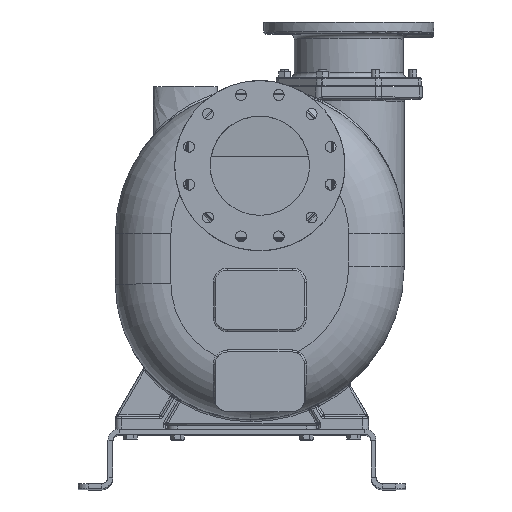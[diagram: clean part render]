
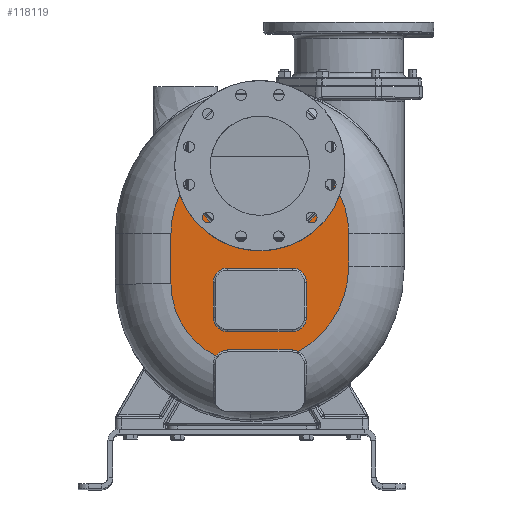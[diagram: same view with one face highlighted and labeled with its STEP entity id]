
A CAD part, top view. The second image highlights one B-rep face of the part: STEP entity #118119.
In plain terms, the highlighted planar face has unit normal (0, 0, 1).
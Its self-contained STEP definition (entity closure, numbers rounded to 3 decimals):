
#33857=CARTESIAN_POINT('',(36.,394.,248.));
#33858=DIRECTION('',(0.,0.,1.));
#33859=DIRECTION('',(1.,0.,0.));
#33860=AXIS2_PLACEMENT_3D('',#33857,#33858,#33859);
#33862=DIRECTION('',(0.,1.,0.));
#33863=VECTOR('',#33862,66.);
#33864=CARTESIAN_POINT('',(215.,328.,248.));
#33865=LINE('',#33864,#33863);
#33866=CARTESIAN_POINT('',(18.,328.,248.));
#33867=DIRECTION('',(0.,0.,1.));
#33868=DIRECTION('',(0.487,-0.873,0.));
#33869=AXIS2_PLACEMENT_3D('',#33866,#33867,#33868);
#33871=CARTESIAN_POINT('',(101.,130.,248.));
#33872=DIRECTION('',(0.,0.,1.));
#33873=DIRECTION('',(0.447,0.895,0.));
#33874=AXIS2_PLACEMENT_3D('',#33871,#33872,#33873);
#33876=DIRECTION('',(-1.,0.,0.));
#33877=VECTOR('',#33876,130.);
#33878=CARTESIAN_POINT('',(101.,159.,248.));
#33879=LINE('',#33878,#33877);
#33880=CARTESIAN_POINT('',(-29.,130.,248.));
#33881=DIRECTION('',(0.,0.,1.));
#33882=DIRECTION('',(0.,1.,0.));
#33883=AXIS2_PLACEMENT_3D('',#33880,#33881,#33882);
#33885=CARTESIAN_POINT('',(18.,292.,248.));
#33886=DIRECTION('',(0.,0.,1.));
#33887=DIRECTION('',(-1.,0.,0.));
#33888=AXIS2_PLACEMENT_3D('',#33885,#33886,#33887);
#33890=DIRECTION('',(0.,-1.,0.));
#33891=VECTOR('',#33890,102.);
#33892=CARTESIAN_POINT('',(-143.,394.,248.));
#33893=LINE('',#33892,#33891);
#33894=CARTESIAN_POINT('',(36.,394.,248.));
#33895=DIRECTION('',(0.,0.,1.));
#33896=DIRECTION('',(-0.838,0.546,0.));
#33897=AXIS2_PLACEMENT_3D('',#33894,#33895,#33896);
#33899=DIRECTION('',(0.,-1.,0.));
#33900=VECTOR('',#33899,15.526);
#33901=CARTESIAN_POINT('',(-114.,491.678,248.));
#33902=LINE('',#33901,#33900);
#33903=CARTESIAN_POINT('',(-94.,476.152,248.));
#33904=DIRECTION('',(0.,0.,1.));
#33905=DIRECTION('',(-1.,0.,0.));
#33906=AXIS2_PLACEMENT_3D('',#33903,#33904,#33905);
#33908=DIRECTION('',(0.707,-0.707,0.));
#33909=VECTOR('',#33908,107.696);
#33910=CARTESIAN_POINT('',(-108.142,462.01,248.));
#33911=LINE('',#33910,#33909);
#33912=CARTESIAN_POINT('',(-17.848,400.,248.));
#33913=DIRECTION('',(0.,0.,1.));
#33914=DIRECTION('',(-0.707,-0.707,0.));
#33915=AXIS2_PLACEMENT_3D('',#33912,#33913,#33914);
#33917=DIRECTION('',(1.,0.,0.));
#33918=VECTOR('',#33917,107.696);
#33919=CARTESIAN_POINT('',(-17.848,380.,248.));
#33920=LINE('',#33919,#33918);
#33921=CARTESIAN_POINT('',(89.848,400.,248.));
#33922=DIRECTION('',(0.,0.,1.));
#33923=DIRECTION('',(0.,-1.,0.));
#33924=AXIS2_PLACEMENT_3D('',#33921,#33922,#33923);
#33926=DIRECTION('',(0.707,0.707,0.));
#33927=VECTOR('',#33926,107.696);
#33928=CARTESIAN_POINT('',(103.99,385.858,248.));
#33929=LINE('',#33928,#33927);
#33930=CARTESIAN_POINT('',(166.,476.152,248.));
#33931=DIRECTION('',(0.,0.,1.));
#33932=DIRECTION('',(0.707,-0.707,0.));
#33933=AXIS2_PLACEMENT_3D('',#33930,#33931,#33932);
#33935=DIRECTION('',(0.,1.,0.));
#33936=VECTOR('',#33935,15.526);
#33937=CARTESIAN_POINT('',(186.,476.152,248.));
#33938=LINE('',#33937,#33936);
#33939=CARTESIAN_POINT('',(-29.,225.,248.));
#33940=DIRECTION('',(0.,0.,1.));
#33941=DIRECTION('',(-1.,0.,0.));
#33942=AXIS2_PLACEMENT_3D('',#33939,#33940,#33941);
#33944=DIRECTION('',(1.,0.,0.));
#33945=VECTOR('',#33944,130.);
#33946=CARTESIAN_POINT('',(-29.,196.,248.));
#33947=LINE('',#33946,#33945);
#33948=CARTESIAN_POINT('',(101.,225.,248.));
#33949=DIRECTION('',(0.,0.,1.));
#33950=DIRECTION('',(0.,-1.,0.));
#33951=AXIS2_PLACEMENT_3D('',#33948,#33949,#33950);
#33953=DIRECTION('',(0.,1.,0.));
#33954=VECTOR('',#33953,70.);
#33955=CARTESIAN_POINT('',(130.,225.,248.));
#33956=LINE('',#33955,#33954);
#33957=CARTESIAN_POINT('',(101.,295.,248.));
#33958=DIRECTION('',(0.,0.,1.));
#33959=DIRECTION('',(1.,0.,0.));
#33960=AXIS2_PLACEMENT_3D('',#33957,#33958,#33959);
#33962=DIRECTION('',(-1.,0.,0.));
#33963=VECTOR('',#33962,130.);
#33964=CARTESIAN_POINT('',(101.,324.,248.));
#33965=LINE('',#33964,#33963);
#33966=CARTESIAN_POINT('',(-29.,295.,248.));
#33967=DIRECTION('',(0.,0.,1.));
#33968=DIRECTION('',(0.,1.,0.));
#33969=AXIS2_PLACEMENT_3D('',#33966,#33967,#33968);
#33971=DIRECTION('',(0.,-1.,0.));
#33972=VECTOR('',#33971,70.);
#33973=CARTESIAN_POINT('',(-58.,295.,248.));
#33974=LINE('',#33973,#33972);
#78162=CARTESIAN_POINT('',(215.,328.,248.));
#78163=CARTESIAN_POINT('',(215.,394.,248.));
#78164=VERTEX_POINT('',#78162);
#78165=VERTEX_POINT('',#78163);
#78170=CARTESIAN_POINT('',(-143.,394.,248.));
#78171=CARTESIAN_POINT('',(-143.,292.,248.));
#78172=VERTEX_POINT('',#78170);
#78173=VERTEX_POINT('',#78171);
#78174=CARTESIAN_POINT('',(-58.,225.,248.));
#78175=CARTESIAN_POINT('',(-29.,196.,248.));
#78176=VERTEX_POINT('',#78174);
#78177=VERTEX_POINT('',#78175);
#78182=CARTESIAN_POINT('',(101.,196.,248.));
#78183=VERTEX_POINT('',#78182);
#78186=CARTESIAN_POINT('',(130.,225.,248.));
#78187=VERTEX_POINT('',#78186);
#78190=CARTESIAN_POINT('',(130.,295.,248.));
#78191=VERTEX_POINT('',#78190);
#78194=CARTESIAN_POINT('',(101.,324.,248.));
#78195=VERTEX_POINT('',#78194);
#78198=CARTESIAN_POINT('',(-29.,324.,248.));
#78199=VERTEX_POINT('',#78198);
#78202=CARTESIAN_POINT('',(-58.,295.,248.));
#78203=VERTEX_POINT('',#78202);
#78421=CARTESIAN_POINT('',(-52.358,147.187,248.));
#78422=VERTEX_POINT('',#78421);
#78446=CARTESIAN_POINT('',(113.952,155.947,248.));
#78447=CARTESIAN_POINT('',(101.,159.,248.));
#78448=VERTEX_POINT('',#78446);
#78449=VERTEX_POINT('',#78447);
#78458=CARTESIAN_POINT('',(-29.,159.,248.));
#78459=VERTEX_POINT('',#78458);
#78464=CARTESIAN_POINT('',(186.,491.678,248.));
#78465=VERTEX_POINT('',#78464);
#78466=CARTESIAN_POINT('',(-114.,491.678,248.));
#78467=VERTEX_POINT('',#78466);
#78475=CARTESIAN_POINT('',(186.,476.152,248.));
#78476=VERTEX_POINT('',#78475);
#78479=CARTESIAN_POINT('',(180.142,462.01,248.));
#78480=VERTEX_POINT('',#78479);
#78483=CARTESIAN_POINT('',(103.99,385.858,248.));
#78484=VERTEX_POINT('',#78483);
#78487=CARTESIAN_POINT('',(89.848,380.,248.));
#78488=VERTEX_POINT('',#78487);
#78491=CARTESIAN_POINT('',(-17.848,380.,248.));
#78492=VERTEX_POINT('',#78491);
#78495=CARTESIAN_POINT('',(-31.99,385.858,248.));
#78496=VERTEX_POINT('',#78495);
#78499=CARTESIAN_POINT('',(-108.142,462.01,248.));
#78500=VERTEX_POINT('',#78499);
#78503=CARTESIAN_POINT('',(-114.,476.152,248.));
#78504=VERTEX_POINT('',#78503);
#118059=CARTESIAN_POINT('',(0.,310.,248.));
#118060=DIRECTION('',(0.,0.,1.));
#118061=DIRECTION('',(-1.,0.,0.));
#118062=AXIS2_PLACEMENT_3D('',#118059,#118060,#118061);
#118063=PLANE('',#118062);
#118065=ORIENTED_EDGE('',*,*,#118064,.F.);
#118066=ORIENTED_EDGE('',*,*,#118049,.F.);
#118068=ORIENTED_EDGE('',*,*,#118067,.F.);
#118070=ORIENTED_EDGE('',*,*,#118069,.T.);
#118072=ORIENTED_EDGE('',*,*,#118071,.T.);
#118074=ORIENTED_EDGE('',*,*,#118073,.T.);
#118076=ORIENTED_EDGE('',*,*,#118075,.F.);
#118078=ORIENTED_EDGE('',*,*,#118077,.F.);
#118080=ORIENTED_EDGE('',*,*,#118079,.F.);
#118082=ORIENTED_EDGE('',*,*,#118081,.T.);
#118084=ORIENTED_EDGE('',*,*,#118083,.T.);
#118086=ORIENTED_EDGE('',*,*,#118085,.T.);
#118088=ORIENTED_EDGE('',*,*,#118087,.T.);
#118090=ORIENTED_EDGE('',*,*,#118089,.T.);
#118092=ORIENTED_EDGE('',*,*,#118091,.T.);
#118094=ORIENTED_EDGE('',*,*,#118093,.T.);
#118096=ORIENTED_EDGE('',*,*,#118095,.T.);
#118098=ORIENTED_EDGE('',*,*,#118097,.T.);
#118099=EDGE_LOOP('',(#118065,#118066,#118068,#118070,#118072,#118074,#118076,
#118078,#118080,#118082,#118084,#118086,#118088,#118090,#118092,#118094,#118096,
#118098));
#118100=FACE_OUTER_BOUND('',#118099,.F.);
#118102=ORIENTED_EDGE('',*,*,#118101,.T.);
#118104=ORIENTED_EDGE('',*,*,#118103,.T.);
#118106=ORIENTED_EDGE('',*,*,#118105,.T.);
#118108=ORIENTED_EDGE('',*,*,#118107,.T.);
#118110=ORIENTED_EDGE('',*,*,#118109,.T.);
#118112=ORIENTED_EDGE('',*,*,#118111,.T.);
#118114=ORIENTED_EDGE('',*,*,#118113,.T.);
#118116=ORIENTED_EDGE('',*,*,#118115,.T.);
#118117=EDGE_LOOP('',(#118102,#118104,#118106,#118108,#118110,#118112,#118114,
#118116));
#118118=FACE_BOUND('',#118117,.F.);
#118119=ADVANCED_FACE('',(#118100,#118118),#118063,.T.);
#33861=CIRCLE('',#33860,179.);
#33870=CIRCLE('',#33869,197.);
#33875=CIRCLE('',#33874,29.);
#33884=CIRCLE('',#33883,29.);
#33889=CIRCLE('',#33888,161.);
#33898=CIRCLE('',#33897,179.);
#33907=CIRCLE('',#33906,20.);
#33916=CIRCLE('',#33915,20.);
#33925=CIRCLE('',#33924,20.);
#33934=CIRCLE('',#33933,20.);
#33943=CIRCLE('',#33942,29.);
#33952=CIRCLE('',#33951,29.);
#33961=CIRCLE('',#33960,29.);
#33970=CIRCLE('',#33969,29.);
#118049=EDGE_CURVE('',#78164,#78165,#33865,.T.);
#118064=EDGE_CURVE('',#78165,#78465,#33861,.T.);
#118067=EDGE_CURVE('',#78448,#78164,#33870,.T.);
#118069=EDGE_CURVE('',#78448,#78449,#33875,.T.);
#118071=EDGE_CURVE('',#78449,#78459,#33879,.T.);
#118073=EDGE_CURVE('',#78459,#78422,#33884,.T.);
#118075=EDGE_CURVE('',#78173,#78422,#33889,.T.);
#118077=EDGE_CURVE('',#78172,#78173,#33893,.T.);
#118079=EDGE_CURVE('',#78467,#78172,#33898,.T.);
#118081=EDGE_CURVE('',#78467,#78504,#33902,.T.);
#118083=EDGE_CURVE('',#78504,#78500,#33907,.T.);
#118085=EDGE_CURVE('',#78500,#78496,#33911,.T.);
#118087=EDGE_CURVE('',#78496,#78492,#33916,.T.);
#118089=EDGE_CURVE('',#78492,#78488,#33920,.T.);
#118091=EDGE_CURVE('',#78488,#78484,#33925,.T.);
#118093=EDGE_CURVE('',#78484,#78480,#33929,.T.);
#118095=EDGE_CURVE('',#78480,#78476,#33934,.T.);
#118097=EDGE_CURVE('',#78476,#78465,#33938,.T.);
#118101=EDGE_CURVE('',#78176,#78177,#33943,.T.);
#118103=EDGE_CURVE('',#78177,#78183,#33947,.T.);
#118105=EDGE_CURVE('',#78183,#78187,#33952,.T.);
#118107=EDGE_CURVE('',#78187,#78191,#33956,.T.);
#118109=EDGE_CURVE('',#78191,#78195,#33961,.T.);
#118111=EDGE_CURVE('',#78195,#78199,#33965,.T.);
#118113=EDGE_CURVE('',#78199,#78203,#33970,.T.);
#118115=EDGE_CURVE('',#78203,#78176,#33974,.T.);
